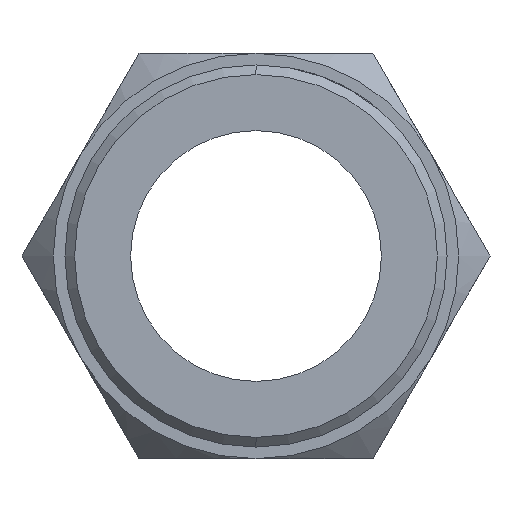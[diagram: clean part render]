
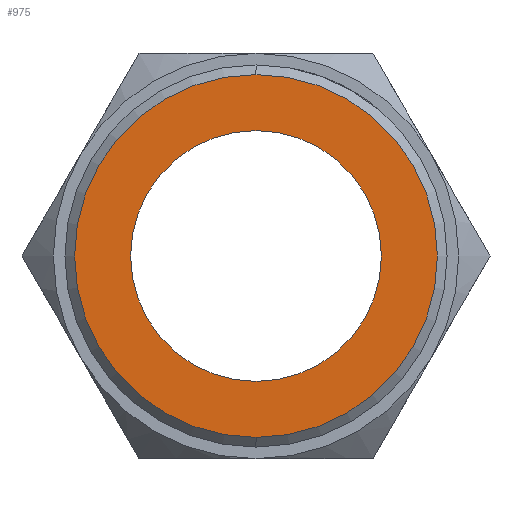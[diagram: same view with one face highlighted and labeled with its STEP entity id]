
A CAD part, left-side view. The second image highlights one B-rep face of the part: STEP entity #975.
In plain terms, the highlighted planar face has unit normal (-1, 0, 0).
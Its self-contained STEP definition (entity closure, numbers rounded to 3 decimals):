
#3 = AXIS2_PLACEMENT_3D ( 'NONE', #2864, #3700, #4052 ) ;
#76 = CIRCLE ( 'NONE', #3454, 6.5 ) ;
#98 = EDGE_CURVE ( 'NONE', #3819, #1357, #76, .T. ) ;
#148 = DIRECTION ( 'NONE',  ( 1., 0., 0. ) ) ;
#239 = AXIS2_PLACEMENT_3D ( 'NONE', #1829, #148, #4255 ) ;
#271 = ORIENTED_EDGE ( 'NONE', *, *, #98, .T. ) ;
#308 = CARTESIAN_POINT ( 'NONE',  ( 0., 0., 0. ) ) ;
#465 = CARTESIAN_POINT ( 'NONE',  ( 0., 0., 0. ) ) ;
#573 = FACE_BOUND ( 'NONE', #5346, .T. ) ;
#975 = ADVANCED_FACE ( 'NONE', ( #3921, #573 ), #1033, .F. ) ;
#1033 = PLANE ( 'NONE',  #239 ) ;
#1058 = DIRECTION ( 'NONE',  ( 0., 0., -1. ) ) ;
#1200 = DIRECTION ( 'NONE',  ( 1., 0., 0. ) ) ;
#1300 = CIRCLE ( 'NONE', #3, 9.4 ) ;
#1357 = VERTEX_POINT ( 'NONE', #4926 ) ;
#1379 = DIRECTION ( 'NONE',  ( 0., 0., -1. ) ) ;
#1405 = CARTESIAN_POINT ( 'NONE',  ( 0., 0., 0. ) ) ;
#1611 = DIRECTION ( 'NONE',  ( 0., 0., -1. ) ) ;
#1829 = CARTESIAN_POINT ( 'NONE',  ( 0., 0., 0. ) ) ;
#1893 = CIRCLE ( 'NONE', #3296, 6.5 ) ;
#1904 = CIRCLE ( 'NONE', #2520, 9.4 ) ;
#1930 = ORIENTED_EDGE ( 'NONE', *, *, #3804, .T. ) ;
#2314 = DIRECTION ( 'NONE',  ( 1., 0., 0. ) ) ;
#2520 = AXIS2_PLACEMENT_3D ( 'NONE', #1405, #2733, #1379 ) ;
#2699 = EDGE_CURVE ( 'NONE', #1357, #3819, #1893, .T. ) ;
#2733 = DIRECTION ( 'NONE',  ( -1., 0., 0. ) ) ;
#2827 = EDGE_LOOP ( 'NONE', ( #2874, #1930 ) ) ;
#2864 = CARTESIAN_POINT ( 'NONE',  ( 0., 0., 0. ) ) ;
#2874 = ORIENTED_EDGE ( 'NONE', *, *, #3173, .T. ) ;
#3173 = EDGE_CURVE ( 'NONE', #3279, #5270, #1300, .T. ) ;
#3270 = CARTESIAN_POINT ( 'NONE',  ( 0., 0., -9.4 ) ) ;
#3279 = VERTEX_POINT ( 'NONE', #3270 ) ;
#3296 = AXIS2_PLACEMENT_3D ( 'NONE', #308, #2314, #1058 ) ;
#3454 = AXIS2_PLACEMENT_3D ( 'NONE', #465, #1200, #1611 ) ;
#3700 = DIRECTION ( 'NONE',  ( -1., 0., 0. ) ) ;
#3804 = EDGE_CURVE ( 'NONE', #5270, #3279, #1904, .T. ) ;
#3819 = VERTEX_POINT ( 'NONE', #4805 ) ;
#3921 = FACE_OUTER_BOUND ( 'NONE', #2827, .T. ) ;
#4052 = DIRECTION ( 'NONE',  ( 0., 0., -1. ) ) ;
#4255 = DIRECTION ( 'NONE',  ( 0., 0., -1. ) ) ;
#4684 = ORIENTED_EDGE ( 'NONE', *, *, #2699, .T. ) ;
#4710 = CARTESIAN_POINT ( 'NONE',  ( 0., 0., 9.4 ) ) ;
#4805 = CARTESIAN_POINT ( 'NONE',  ( 0., 0., -6.5 ) ) ;
#4926 = CARTESIAN_POINT ( 'NONE',  ( 0., 0., 6.5 ) ) ;
#5270 = VERTEX_POINT ( 'NONE', #4710 ) ;
#5346 = EDGE_LOOP ( 'NONE', ( #4684, #271 ) ) ;
